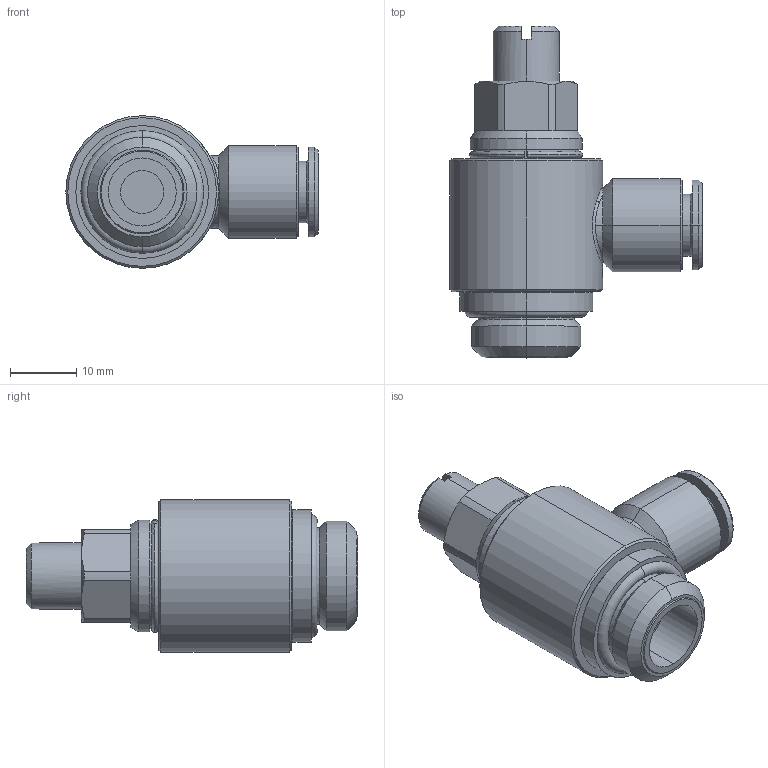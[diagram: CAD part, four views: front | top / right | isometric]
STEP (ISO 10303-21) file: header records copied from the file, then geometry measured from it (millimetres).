
FILE_DESCRIPTION (( 'STEP AP203' ), '1' );
FILE_NAME ('04280C43.STEP', '2010-05-06T08:32:22', ( '' ), ( 'sopra-pneumatic' ), 'SwSTEP 2.0', 'SolidWorks 2009', '' );
FILE_SCHEMA (( 'CONFIG_CONTROL_DESIGN' ));
Length unit declared in the file: millimetre
Products named in the file (1): 04280C43
Bounding box: 38 x 50 x 23 mm (x, y, z)
Volume: 13896 mm3; surface area: 5551.8 mm2
Topology: 2 solids, 2 shells, 105 faces, 224 edges, 137 vertices
Faces by surface type: cylinder 37, plane 34, cone 28, torus 4, bspline 2
Entity records: 4022 total; most frequent: CARTESIAN_POINT 1630, DIRECTION 525, ORIENTED_EDGE 448, EDGE_CURVE 224, AXIS2_PLACEMENT_3D 222, VERTEX_POINT 137, EDGE_LOOP 119, CIRCLE 118
